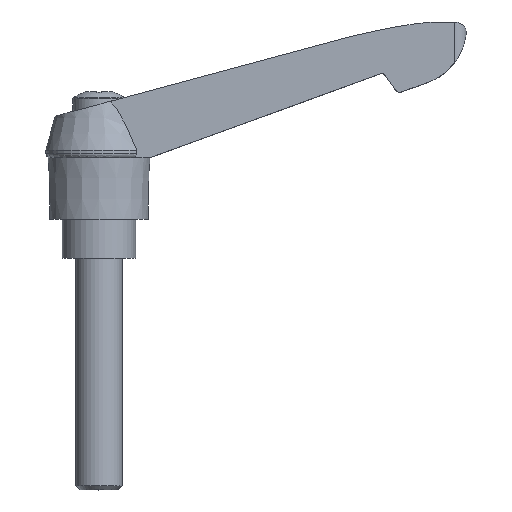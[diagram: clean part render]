
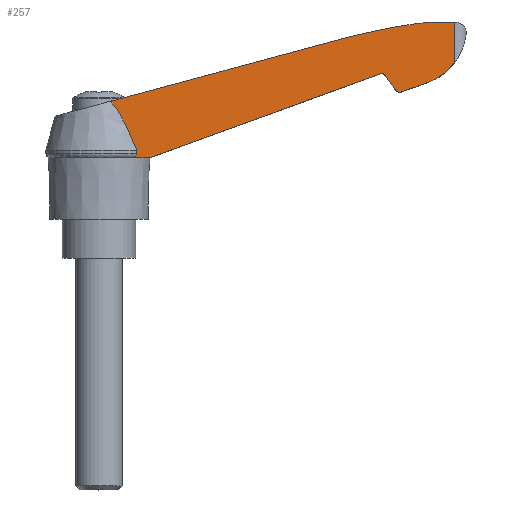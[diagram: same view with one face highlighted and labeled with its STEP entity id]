
A CAD part, top view. The second image highlights one B-rep face of the part: STEP entity #257.
In plain terms, the highlighted planar face has unit normal (0.037, 0, 0.999).
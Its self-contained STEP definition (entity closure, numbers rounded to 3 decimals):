
#257 = ADVANCED_FACE( '', ( #521 ), #522, .F. );
#521 = FACE_OUTER_BOUND( '', #785, .T. );
#522 = PLANE( '', #786 );
#785 = EDGE_LOOP( '', ( #1514, #1515, #1516, #1517, #1518, #1519, #1520, #1521, #1522, #1523, #1524, #1525, #1526, #1527, #1528 ) );
#786 = AXIS2_PLACEMENT_3D( '', #1529, #1530, #1531 );
#1514 = ORIENTED_EDGE( '', *, *, #1596, .F. );
#1515 = ORIENTED_EDGE( '', *, *, #1885, .T. );
#1516 = ORIENTED_EDGE( '', *, *, #1758, .F. );
#1517 = ORIENTED_EDGE( '', *, *, #1723, .F. );
#1518 = ORIENTED_EDGE( '', *, *, #1812, .T. );
#1519 = ORIENTED_EDGE( '', *, *, #1867, .F. );
#1520 = ORIENTED_EDGE( '', *, *, #1763, .F. );
#1521 = ORIENTED_EDGE( '', *, *, #1773, .F. );
#1522 = ORIENTED_EDGE( '', *, *, #1624, .F. );
#1523 = ORIENTED_EDGE( '', *, *, #1873, .F. );
#1524 = ORIENTED_EDGE( '', *, *, #1634, .F. );
#1525 = ORIENTED_EDGE( '', *, *, #1842, .F. );
#1526 = ORIENTED_EDGE( '', *, *, #1815, .F. );
#1527 = ORIENTED_EDGE( '', *, *, #1765, .F. );
#1528 = ORIENTED_EDGE( '', *, *, #1861, .F. );
#1529 = CARTESIAN_POINT( '', ( 0., 66., 10.001 ) );
#1530 = DIRECTION( '', ( -0.037, 0., -0.999 ) );
#1531 = DIRECTION( '', ( -0.999, 0., 0.037 ) );
#1596 = EDGE_CURVE( '', #1906, #1908, #1909, .T. );
#1624 = EDGE_CURVE( '', #1958, #1940, #1960, .T. );
#1634 = EDGE_CURVE( '', #1975, #1977, #1978, .T. );
#1723 = EDGE_CURVE( '', #2130, #2132, #2133, .T. );
#1758 = EDGE_CURVE( '', #2132, #2184, #2185, .T. );
#1763 = EDGE_CURVE( '', #2190, #2188, #2192, .T. );
#1765 = EDGE_CURVE( '', #2194, #2195, #2196, .T. );
#1773 = EDGE_CURVE( '', #1940, #2190, #2206, .T. );
#1812 = EDGE_CURVE( '', #2130, #2258, #2260, .T. );
#1815 = EDGE_CURVE( '', #2195, #2262, #2264, .T. );
#1842 = EDGE_CURVE( '', #2262, #1975, #2296, .T. );
#1861 = EDGE_CURVE( '', #1908, #2194, #2317, .T. );
#1867 = EDGE_CURVE( '', #2188, #2258, #2323, .T. );
#1873 = EDGE_CURVE( '', #1977, #1958, #2329, .T. );
#1885 = EDGE_CURVE( '', #1906, #2184, #2341, .T. );
#1906 = VERTEX_POINT( '', #2398 );
#1908 = VERTEX_POINT( '', #2400 );
#1909 = LINE( '', #2401, #2402 );
#1940 = VERTEX_POINT( '', #2442 );
#1958 = VERTEX_POINT( '', #2500 );
#1960 = ELLIPSE( '', #2519, 15.01, 15. );
#1975 = VERTEX_POINT( '', #2539 );
#1977 = VERTEX_POINT( '', #2542 );
#1978 = ELLIPSE( '', #2543, 53.036, 53. );
#2130 = VERTEX_POINT( '', #2764 );
#2132 = VERTEX_POINT( '', #2767 );
#2133 = LINE( '', #2768, #2769 );
#2184 = VERTEX_POINT( '', #2846 );
#2185 = LINE( '', #2847, #2848 );
#2188 = VERTEX_POINT( '', #2851 );
#2190 = VERTEX_POINT( '', #2854 );
#2192 = ELLIPSE( '', #2857, 1.401, 1.4 );
#2194 = VERTEX_POINT( '', #2859 );
#2195 = VERTEX_POINT( '', #2860 );
#2196 = LINE( '', #2861, #2862 );
#2206 = LINE( '', #2874, #2875 );
#2258 = VERTEX_POINT( '', #2951 );
#2260 = ELLIPSE( '', #2954, 1.001, 1. );
#2262 = VERTEX_POINT( '', #2956 );
#2264 = ELLIPSE( '', #2959, 198.134, 198. );
#2296 = ELLIPSE( '', #2999, 50.034, 50. );
#2317 = B_SPLINE_CURVE_WITH_KNOTS( '', 3, ( #3028, #3029, #3030, #3031, #3032, #3033, #3034, #3035, #3036, #3037, #3038, #3039 ), .UNSPECIFIED., .F., .F., ( 4, 2, 2, 2, 2, 4 ), ( 0., 0.004, 0.007, 0.011, 0.013, 0.015 ), .UNSPECIFIED. );
#2323 = LINE( '', #3046, #3047 );
#2329 = LINE( '', #3054, #3055 );
#2341 = B_SPLINE_CURVE_WITH_KNOTS( '', 3, ( #3067, #3068, #3069, #3070, #3071, #3072, #3073, #3074, #3075, #3076 ), .UNSPECIFIED., .F., .F., ( 4, 2, 2, 2, 4 ), ( 0., 0., 0.001, 0.001, 0.001 ), .UNSPECIFIED. );
#2398 = CARTESIAN_POINT( '', ( 9.805, 27.006, 9.64 ) );
#2400 = CARTESIAN_POINT( '', ( 9.805, 27.9, 9.64 ) );
#2401 = CARTESIAN_POINT( '', ( 9.805, 78.207, 9.64 ) );
#2402 = VECTOR( '', #3092, 1000. );
#2442 = CARTESIAN_POINT( '', ( 85.5, 45.584, 6.85 ) );
#2500 = CARTESIAN_POINT( '', ( 92.014, 50.509, 6.61 ) );
#2519 = AXIS2_PLACEMENT_3D( '', #3129, #3130, #3131 );
#2539 = CARTESIAN_POINT( '', ( 86.8, 61., 6.802 ) );
#2542 = CARTESIAN_POINT( '', ( 92.014, 61.014, 6.61 ) );
#2543 = AXIS2_PLACEMENT_3D( '', #3144, #3145, #3146 );
#2764 = CARTESIAN_POINT( '', ( 72.844, 47.672, 7.317 ) );
#2767 = CARTESIAN_POINT( '', ( 13.3, 26., 9.511 ) );
#2768 = CARTESIAN_POINT( '', ( 13.162, 25.95, 9.516 ) );
#2769 = VECTOR( '', #3282, 1000. );
#2846 = CARTESIAN_POINT( '', ( 8.937, 26., 9.672 ) );
#2847 = CARTESIAN_POINT( '', ( -0.138, 26., 10.006 ) );
#2848 = VECTOR( '', #3327, 1000. );
#2851 = CARTESIAN_POINT( '', ( 76.684, 43.48, 7.175 ) );
#2854 = CARTESIAN_POINT( '', ( 78.31, 42.967, 7.115 ) );
#2857 = AXIS2_PLACEMENT_3D( '', #3333, #3334, #3335 );
#2859 = CARTESIAN_POINT( '', ( 2.857, 40.522, 9.896 ) );
#2860 = CARTESIAN_POINT( '', ( 64.3, 57.1, 7.631 ) );
#2861 = CARTESIAN_POINT( '', ( 64.09, 57.044, 7.639 ) );
#2862 = VECTOR( '', #3336, 1000. );
#2874 = CARTESIAN_POINT( '', ( 78.094, 42.889, 7.123 ) );
#2875 = VECTOR( '', #3351, 1000. );
#2951 = CARTESIAN_POINT( '', ( 74.005, 47.306, 7.274 ) );
#2954 = AXIS2_PLACEMENT_3D( '', #3386, #3387, #3388 );
#2956 = CARTESIAN_POINT( '', ( 81., 60.5, 7.016 ) );
#2959 = AXIS2_PLACEMENT_3D( '', #3390, #3391, #3392 );
#2999 = AXIS2_PLACEMENT_3D( '', #3422, #3423, #3424 );
#3028 = CARTESIAN_POINT( '', ( 9.805, 27.9, 9.64 ) );
#3029 = CARTESIAN_POINT( '', ( 9.358, 29.024, 9.656 ) );
#3030 = CARTESIAN_POINT( '', ( 8.897, 30.142, 9.673 ) );
#3031 = CARTESIAN_POINT( '', ( 7.932, 32.359, 9.709 ) );
#3032 = CARTESIAN_POINT( '', ( 7.427, 33.459, 9.727 ) );
#3033 = CARTESIAN_POINT( '', ( 6.346, 35.622, 9.767 ) );
#3034 = CARTESIAN_POINT( '', ( 5.77, 36.689, 9.789 ) );
#3035 = CARTESIAN_POINT( '', ( 4.799, 38.218, 9.824 ) );
#3036 = CARTESIAN_POINT( '', ( 4.457, 38.716, 9.837 ) );
#3037 = CARTESIAN_POINT( '', ( 3.71, 39.669, 9.865 ) );
#3038 = CARTESIAN_POINT( '', ( 3.309, 40.121, 9.879 ) );
#3039 = CARTESIAN_POINT( '', ( 2.857, 40.522, 9.896 ) );
#3046 = CARTESIAN_POINT( '', ( 73.926, 47.418, 7.277 ) );
#3047 = VECTOR( '', #3443, 1000. );
#3054 = CARTESIAN_POINT( '', ( 92.014, 66., 6.61 ) );
#3055 = VECTOR( '', #3445, 1000. );
#3067 = CARTESIAN_POINT( '', ( 9.805, 27.006, 9.64 ) );
#3068 = CARTESIAN_POINT( '', ( 9.784, 26.892, 9.641 ) );
#3069 = CARTESIAN_POINT( '', ( 9.745, 26.785, 9.642 ) );
#3070 = CARTESIAN_POINT( '', ( 9.637, 26.582, 9.646 ) );
#3071 = CARTESIAN_POINT( '', ( 9.569, 26.488, 9.649 ) );
#3072 = CARTESIAN_POINT( '', ( 9.414, 26.319, 9.654 ) );
#3073 = CARTESIAN_POINT( '', ( 9.326, 26.243, 9.658 ) );
#3074 = CARTESIAN_POINT( '', ( 9.14, 26.109, 9.664 ) );
#3075 = CARTESIAN_POINT( '', ( 9.041, 26.051, 9.668 ) );
#3076 = CARTESIAN_POINT( '', ( 8.937, 26., 9.672 ) );
#3092 = DIRECTION( '', ( 0., 1., 0. ) );
#3129 = CARTESIAN_POINT( '', ( 80.053, 59.56, 7.051 ) );
#3130 = DIRECTION( '', ( -0.037, 0., -0.999 ) );
#3131 = DIRECTION( '', ( 0.999, 0., -0.037 ) );
#3144 = CARTESIAN_POINT( '', ( 89.547, 8.071, 6.701 ) );
#3145 = DIRECTION( '', ( -0.037, 0., -0.999 ) );
#3146 = DIRECTION( '', ( 0.999, 0., -0.037 ) );
#3282 = DIRECTION( '', ( -0.939, -0.342, 0.035 ) );
#3327 = DIRECTION( '', ( -0.999, 0., 0.037 ) );
#3333 = CARTESIAN_POINT( '', ( 77.831, 44.283, 7.133 ) );
#3334 = DIRECTION( '', ( -0.037, 0., -0.999 ) );
#3335 = DIRECTION( '', ( 0.999, 0., -0.037 ) );
#3336 = DIRECTION( '', ( 0.965, 0.26, -0.036 ) );
#3351 = DIRECTION( '', ( -0.939, -0.342, 0.035 ) );
#3386 = CARTESIAN_POINT( '', ( 73.186, 46.732, 7.304 ) );
#3387 = DIRECTION( '', ( -0.037, 0., -0.999 ) );
#3388 = DIRECTION( '', ( 0.999, 0., -0.037 ) );
#3390 = CARTESIAN_POINT( '', ( 112.109, -135.041, 5.869 ) );
#3391 = DIRECTION( '', ( -0.037, 0., -0.999 ) );
#3392 = DIRECTION( '', ( 0.999, 0., -0.037 ) );
#3422 = CARTESIAN_POINT( '', ( 88.187, 11.019, 6.751 ) );
#3423 = DIRECTION( '', ( -0.037, 0., -0.999 ) );
#3424 = DIRECTION( '', ( 0.999, 0., -0.037 ) );
#3443 = DIRECTION( '', ( -0.573, 0.819, 0.021 ) );
#3445 = DIRECTION( '', ( 0., -1., 0. ) );
